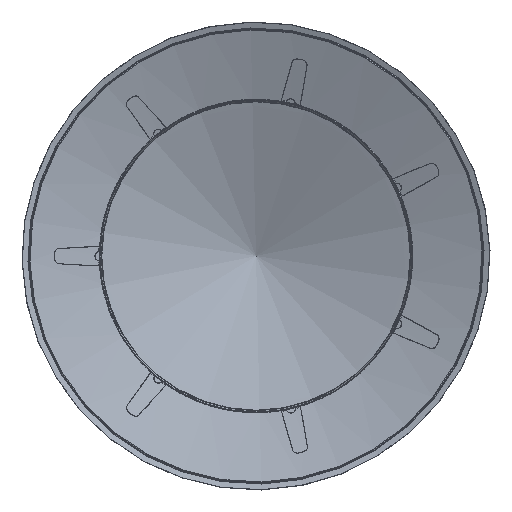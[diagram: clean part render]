
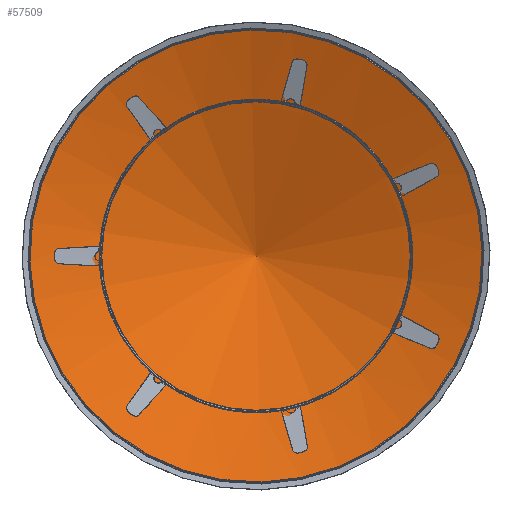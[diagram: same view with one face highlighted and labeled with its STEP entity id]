
A CAD part, front view. The second image highlights one B-rep face of the part: STEP entity #57509.
In plain terms, the highlighted conical face has half-angle 69.965 degrees and reference radius 116.837 mm.
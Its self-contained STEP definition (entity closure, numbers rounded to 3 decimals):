
#1255=CONICAL_SURFACE('',#62743,116.837,69.965);
#4272=CIRCLE('',#62739,233.285);
#6950=FACE_OUTER_BOUND('',#10817,.T.);
#10817=EDGE_LOOP('',(#49687));
#26077=VERTEX_POINT('',#96540);
#33949=EDGE_CURVE('',#26077,#26077,#4272,.T.);
#49687=ORIENTED_EDGE('',*,*,#33949,.F.);
#57509=ADVANCED_FACE('',(#6950),#1255,.F.);
#62739=AXIS2_PLACEMENT_3D('',#96541,#78165,#78166);
#62743=AXIS2_PLACEMENT_3D('',#96547,#78173,#78174);
#78165=DIRECTION('center_axis',(0.,1.,0.));
#78166=DIRECTION('ref_axis',(-1.,0.,0.));
#78173=DIRECTION('center_axis',(0.,-1.,0.));
#78174=DIRECTION('ref_axis',(1.,0.,0.));
#96540=CARTESIAN_POINT('',(233.285,1.186,0.));
#96541=CARTESIAN_POINT('Origin',(0.,1.186,0.));
#96547=CARTESIAN_POINT('Origin',(0.,43.65,
0.));
